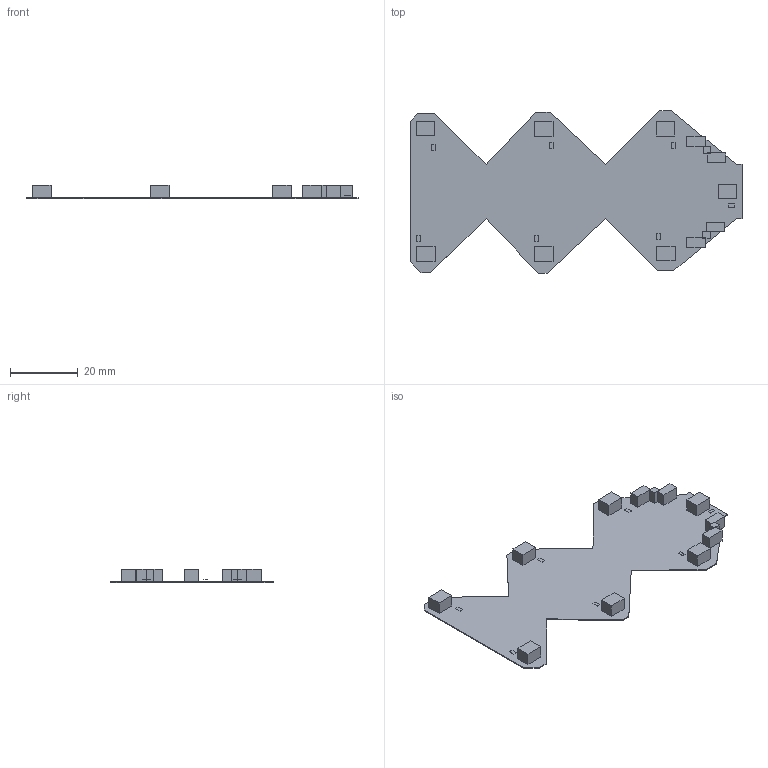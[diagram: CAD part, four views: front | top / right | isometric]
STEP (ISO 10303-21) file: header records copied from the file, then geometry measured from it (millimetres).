
FILE_DESCRIPTION(/* description */ ('PCB Design'),/* implementation_level */ '2;1');
FILE_NAME(/* name */ 'LED',/* time_stamp */ '2024-09-22T13:33:28+05:00',/* author */ ('arnov'),/* organization */ (''),/* preprocessor_version */ 'ST-DEVELOPER v16',/* originating_system */ 'allegro_17.2P028',/* authorisation */ '');
FILE_SCHEMA (('AUTOMOTIVE_DESIGN { 1 0 10303 214 3 1 1 }'));
Length unit declared in the file: millimetre
Products named in the file (7): LED; BOARD_OUTLINE; COMPONENTS; CON_RECT; CON1; WS2812B; CAP_0603
Assembly tree (22 placements, depth 3):
  LED
    BOARD_OUTLINE
    COMPONENTS
      CON_RECT  x4
      CON1  x2
      WS2812B  x7
      CAP_0603  x7
Bounding box: 98.2 x 48.13 x 4.07 mm (x, y, z)
Surface area: 7984.9 mm2 (no closed solid volume)
Topology: 0 solids, 21 shells, 156 faces, 369 edges, 228 vertices
Faces by surface type: plane 144, cylinder 12
Entity records: 2067 total; most frequent: ORIENTED_EDGE 300, DIRECTION 218, CARTESIAN_POINT 179, EDGE_CURVE 161, VECTOR 137, LINE 137, AXIS2_PLACEMENT_3D 128, VERTEX_POINT 122
